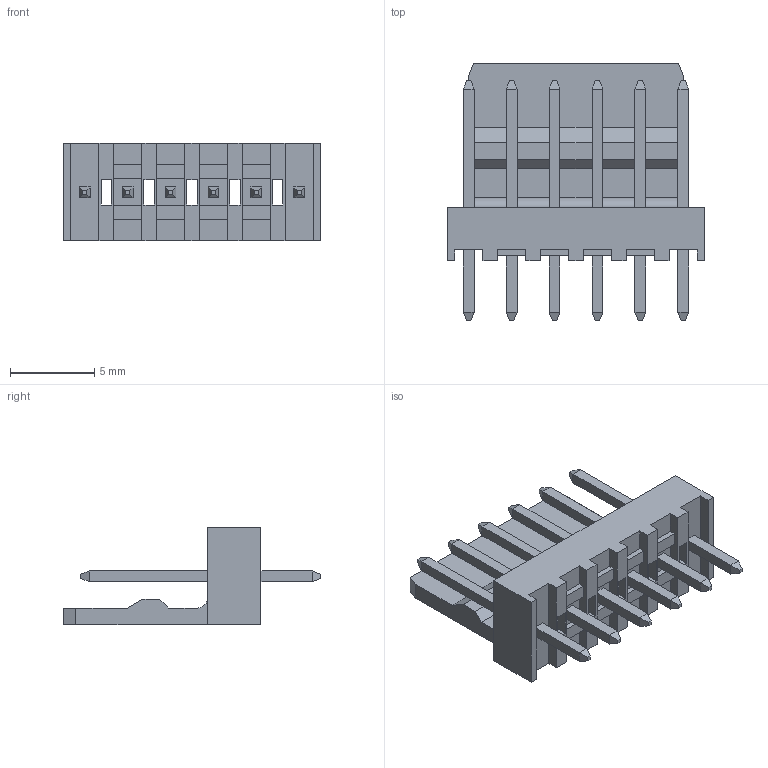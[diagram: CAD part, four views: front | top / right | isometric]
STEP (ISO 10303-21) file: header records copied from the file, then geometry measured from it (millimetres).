
FILE_DESCRIPTION(('STEP AP242'),'1');
FILE_NAME('0022272061.stp','2024-11-04T15:54:57',('TraceParts'),('TraceParts S.A.'),'Spatial InterOp 3D',' ',' ');
FILE_SCHEMA(('AP242_MANAGED_MODEL_BASED_3D_ENGINEERING_MIM_LF {1 0 10303 442 1 1 4}'));
Length unit declared in the file: millimetre
Products named in the file (1): 0022272061_1
Bounding box: 15.24 x 15.26 x 5.8 mm (x, y, z)
Volume: 379.3 mm3; surface area: 811.6 mm2
Topology: 1 solids, 1 shells, 201 faces, 525 edges, 350 vertices
Faces by surface type: plane 200, cylinder 1
Entity records: 6023 total; most frequent: CARTESIAN_POINT 1054, ORIENTED_EDGE 1026, DIRECTION 945, EDGE_CURVE 513, LINE 511, VECTOR 511, VERTEX_POINT 326, EDGE_LOOP 223
